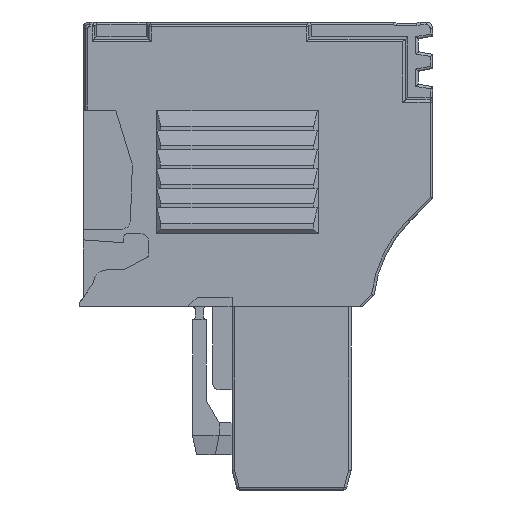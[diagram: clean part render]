
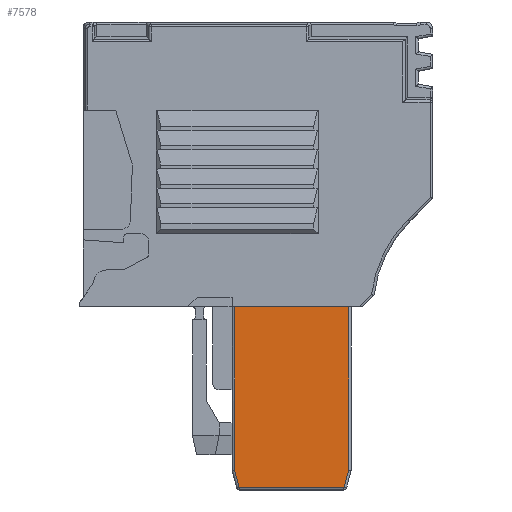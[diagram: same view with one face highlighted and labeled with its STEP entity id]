
A CAD part, left-side view. The second image highlights one B-rep face of the part: STEP entity #7578.
In plain terms, the highlighted planar face has unit normal (-1, 0, 0).
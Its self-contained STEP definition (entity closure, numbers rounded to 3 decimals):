
#7542=AXIS2_PLACEMENT_3D('Plane Axis2P3D',#7539,#7540,#7541) ;
#1195=CARTESIAN_POINT('Vertex',(3.425,15.3,14.15)) ;
#1198=CARTESIAN_POINT('Line Origine',(3.425,10.9,14.15)) ;
#1202=CARTESIAN_POINT('Vertex',(3.425,6.5,14.15)) ;
#7524=CARTESIAN_POINT('Vertex',(3.425,15.3,1.526)) ;
#7527=CARTESIAN_POINT('Line Origine',(3.425,15.3,7.075)) ;
#7539=CARTESIAN_POINT('Axis2P3D Location',(3.425,10.9,14.15)) ;
#7544=CARTESIAN_POINT('Line Origine',(3.425,10.9,0.2)) ;
#7548=CARTESIAN_POINT('Vertex',(3.425,6.855,0.2)) ;
#7550=CARTESIAN_POINT('Vertex',(3.425,14.945,0.2)) ;
#7553=CARTESIAN_POINT('Line Origine',(3.425,6.678,0.863)) ;
#7557=CARTESIAN_POINT('Vertex',(3.425,6.5,1.526)) ;
#7560=CARTESIAN_POINT('Line Origine',(3.425,6.5,7.838)) ;
#7565=CARTESIAN_POINT('Line Origine',(3.425,15.122,0.863)) ;
#1199=DIRECTION('Vector Direction',(0.,-1.,0.)) ;
#7528=DIRECTION('Vector Direction',(0.,0.,1.)) ;
#7540=DIRECTION('Axis2P3D Direction',(1.,0.,0.)) ;
#7541=DIRECTION('Axis2P3D XDirection',(0.,1.,0.)) ;
#7545=DIRECTION('Vector Direction',(0.,1.,0.)) ;
#7554=DIRECTION('Vector Direction',(0.,0.259,-0.966)) ;
#7561=DIRECTION('Vector Direction',(0.,0.,-1.)) ;
#7566=DIRECTION('Vector Direction',(0.,0.259,0.966)) ;
#1200=VECTOR('Line Direction',#1199,1.) ;
#7529=VECTOR('Line Direction',#7528,1.) ;
#7546=VECTOR('Line Direction',#7545,1.) ;
#7555=VECTOR('Line Direction',#7554,1.) ;
#7562=VECTOR('Line Direction',#7561,1.) ;
#7567=VECTOR('Line Direction',#7566,1.) ;
#7571=ORIENTED_EDGE('',*,*,#7552,.F.) ;
#7572=ORIENTED_EDGE('',*,*,#7559,.F.) ;
#7573=ORIENTED_EDGE('',*,*,#7564,.F.) ;
#7574=ORIENTED_EDGE('',*,*,#1204,.F.) ;
#7575=ORIENTED_EDGE('',*,*,#7531,.F.) ;
#7576=ORIENTED_EDGE('',*,*,#7569,.F.) ;
#7578=ADVANCED_FACE('Hauptk\X2\00F6\X0\rper',(#7577),#7543,.F.) ;
#1204=EDGE_CURVE('',#1196,#1203,#1201,.T.) ;
#7531=EDGE_CURVE('',#7525,#1196,#7530,.T.) ;
#7552=EDGE_CURVE('',#7549,#7551,#7547,.T.) ;
#7559=EDGE_CURVE('',#7558,#7549,#7556,.T.) ;
#7564=EDGE_CURVE('',#1203,#7558,#7563,.T.) ;
#7569=EDGE_CURVE('',#7551,#7525,#7568,.T.) ;
#7570=EDGE_LOOP('',(#7571,#7572,#7573,#7574,#7575,#7576)) ;
#7577=FACE_OUTER_BOUND('',#7570,.T.) ;
#1201=LINE('Line',#1198,#1200) ;
#7530=LINE('Line',#7527,#7529) ;
#7547=LINE('Line',#7544,#7546) ;
#7556=LINE('Line',#7553,#7555) ;
#7563=LINE('Line',#7560,#7562) ;
#7568=LINE('Line',#7565,#7567) ;
#7543=PLANE('',#7542) ;
#1196=VERTEX_POINT('',#1195) ;
#1203=VERTEX_POINT('',#1202) ;
#7525=VERTEX_POINT('',#7524) ;
#7549=VERTEX_POINT('',#7548) ;
#7551=VERTEX_POINT('',#7550) ;
#7558=VERTEX_POINT('',#7557) ;
